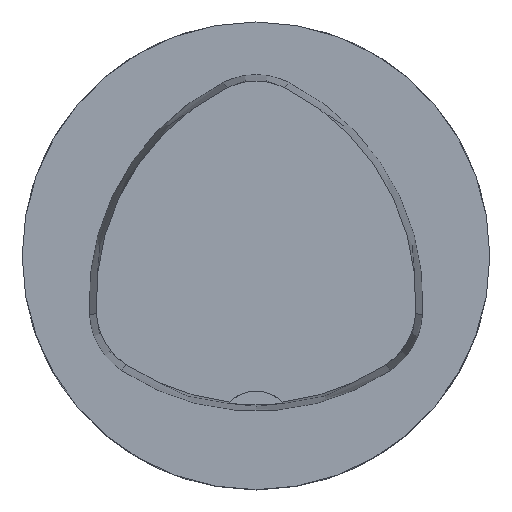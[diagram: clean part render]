
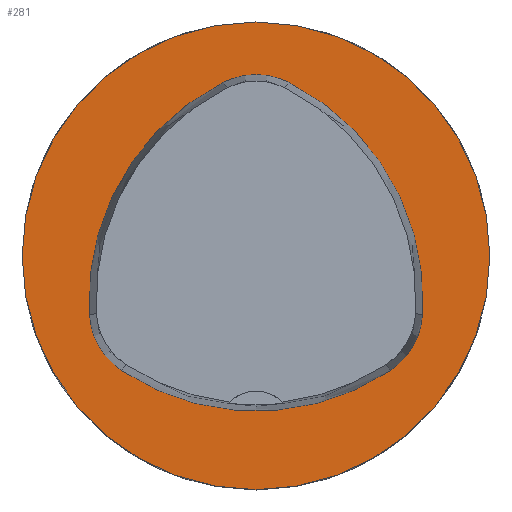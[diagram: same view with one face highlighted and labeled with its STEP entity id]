
A CAD part, top view. The second image highlights one B-rep face of the part: STEP entity #281.
In plain terms, the highlighted planar face has unit normal (0, 0, 1).
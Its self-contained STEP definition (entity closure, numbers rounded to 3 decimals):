
#281=ADVANCED_FACE('',(#365,#366),#333,.T.);
#333=PLANE('',#900);
#365=FACE_BOUND('',#402,.T.);
#366=FACE_BOUND('',#403,.T.);
#402=EDGE_LOOP('',(#474));
#403=EDGE_LOOP('',(#475,#476,#477,#478,#479,#480));
#474=ORIENTED_EDGE('',*,*,#754,.F.);
#475=ORIENTED_EDGE('',*,*,#755,.T.);
#476=ORIENTED_EDGE('',*,*,#756,.T.);
#477=ORIENTED_EDGE('',*,*,#757,.T.);
#478=ORIENTED_EDGE('',*,*,#758,.T.);
#479=ORIENTED_EDGE('',*,*,#759,.T.);
#480=ORIENTED_EDGE('',*,*,#760,.T.);
#680=VERTEX_POINT('',#1232);
#681=VERTEX_POINT('',#1234);
#682=VERTEX_POINT('',#1235);
#683=VERTEX_POINT('',#1237);
#684=VERTEX_POINT('',#1239);
#685=VERTEX_POINT('',#1241);
#686=VERTEX_POINT('',#1243);
#754=EDGE_CURVE('',#680,#680,#857,.T.);
#755=EDGE_CURVE('',#681,#682,#858,.T.);
#756=EDGE_CURVE('',#682,#683,#859,.T.);
#757=EDGE_CURVE('',#683,#684,#860,.T.);
#758=EDGE_CURVE('',#684,#685,#861,.T.);
#759=EDGE_CURVE('',#685,#686,#862,.T.);
#760=EDGE_CURVE('',#686,#681,#863,.T.);
#857=CIRCLE('',#893,50.0);
#858=CIRCLE('',#894,15.5);
#859=CIRCLE('',#895,52.0);
#860=CIRCLE('',#896,15.5);
#861=CIRCLE('',#897,52.0);
#862=CIRCLE('',#898,15.5);
#863=CIRCLE('',#899,52.0);
#893=AXIS2_PLACEMENT_3D('',#1231,#990,#991);
#894=AXIS2_PLACEMENT_3D('',#1233,#992,#993);
#895=AXIS2_PLACEMENT_3D('',#1236,#994,#995);
#896=AXIS2_PLACEMENT_3D('',#1238,#996,#997);
#897=AXIS2_PLACEMENT_3D('',#1240,#998,#999);
#898=AXIS2_PLACEMENT_3D('',#1242,#1000,#1001);
#899=AXIS2_PLACEMENT_3D('',#1244,#1002,#1003);
#900=AXIS2_PLACEMENT_3D('',#1245,#1004,#1005);
#990=DIRECTION('',(0.0,0.0,-1.0));
#991=DIRECTION('',(-1.0,0.0,0.0));
#992=DIRECTION('',(0.0,0.0,-1.0));
#993=DIRECTION('',(-0.5,0.866,0.0));
#994=DIRECTION('',(0.0,0.0,-1.0));
#995=DIRECTION('',(-0.5,0.866,0.0));
#996=DIRECTION('',(0.0,0.0,-1.0));
#997=DIRECTION('',(-0.5,0.866,0.0));
#998=DIRECTION('',(0.0,0.0,-1.0));
#999=DIRECTION('',(-0.5,0.866,0.0));
#1000=DIRECTION('',(0.0,0.0,-1.0));
#1001=DIRECTION('',(-0.5,0.866,0.0));
#1002=DIRECTION('',(0.0,0.0,-1.0));
#1003=DIRECTION('',(-0.5,0.866,0.0));
#1004=DIRECTION('',(0.0,0.0,1.0));
#1005=DIRECTION('',(-1.0,0.0,0.0));
#1231=CARTESIAN_POINT('',(0.0,0.0,0.0));
#1232=CARTESIAN_POINT('',(-50.0,0.0,0.0));
#1233=CARTESIAN_POINT('',(20.135,-11.625,0.));
#1234=CARTESIAN_POINT('',(35.607,-12.566,0.));
#1235=CARTESIAN_POINT('',(28.686,-24.553,0.0));
#1236=CARTESIAN_POINT('',(0.,18.819,0.));
#1237=CARTESIAN_POINT('',(-28.686,-24.553,0.));
#1238=CARTESIAN_POINT('',(-20.135,-11.625,0.));
#1239=CARTESIAN_POINT('',(-35.607,-12.566,0.));
#1240=CARTESIAN_POINT('',(16.298,-9.409,0.));
#1241=CARTESIAN_POINT('',(-6.921,37.119,0.));
#1242=CARTESIAN_POINT('',(0.,23.25,0.));
#1243=CARTESIAN_POINT('',(6.921,37.119,0.));
#1244=CARTESIAN_POINT('',(-16.298,-9.409,0.));
#1245=CARTESIAN_POINT('',(0.0,0.0,0.0));
